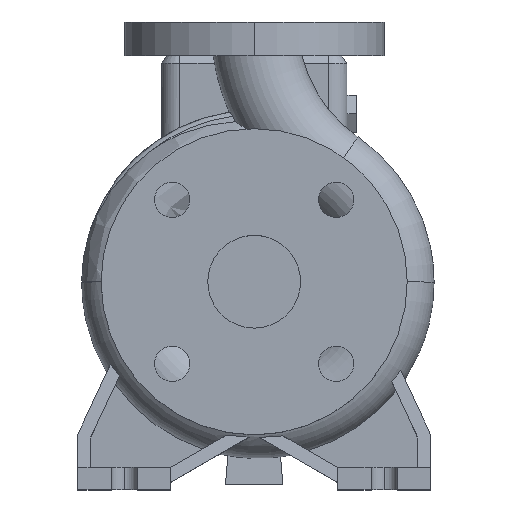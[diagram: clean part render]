
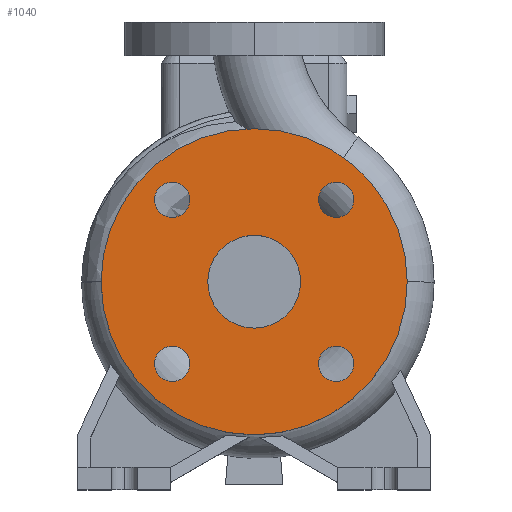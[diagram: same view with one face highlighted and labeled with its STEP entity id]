
A CAD part, top view. The second image highlights one B-rep face of the part: STEP entity #1040.
In plain terms, the highlighted planar face has unit normal (0, 0, 1).
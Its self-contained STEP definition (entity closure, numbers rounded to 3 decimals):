
#48 = ORIENTED_EDGE ( 'NONE', *, *, #6844, .F. ) ;
#140 = AXIS2_PLACEMENT_3D ( 'NONE', #4227, #2296, #12018 ) ;
#182 = CARTESIAN_POINT ( 'NONE',  ( 44.194, 44.194, 80. ) ) ;
#385 = ORIENTED_EDGE ( 'NONE', *, *, #9633, .T. ) ;
#495 = VERTEX_POINT ( 'NONE', #4954 ) ;
#670 = CARTESIAN_POINT ( 'NONE',  ( -34.694, -44.194, 80. ) ) ;
#734 = CIRCLE ( 'NONE', #11026, 9.5 ) ;
#789 = AXIS2_PLACEMENT_3D ( 'NONE', #12712, #6056, #1035 ) ;
#1035 = DIRECTION ( 'NONE',  ( 1., 0., 0. ) ) ;
#1040 = ADVANCED_FACE ( 'NONE', ( #8222, #10339, #6217, #10146, #1451, #8145 ), #9317, .F. ) ;
#1078 = ORIENTED_EDGE ( 'NONE', *, *, #12739, .T. ) ;
#1264 = CARTESIAN_POINT ( 'NONE',  ( 44.194, 44.194, 80. ) ) ;
#1304 = DIRECTION ( 'NONE',  ( -1., 0., 0. ) ) ;
#1415 = CIRCLE ( 'NONE', #9444, 9.5 ) ;
#1451 = FACE_BOUND ( 'NONE', #9751, .T. ) ;
#1508 = CARTESIAN_POINT ( 'NONE',  ( 0., 82.5, 80. ) ) ;
#1512 = DIRECTION ( 'NONE',  ( 1., 0., 0. ) ) ;
#1524 = CARTESIAN_POINT ( 'NONE',  ( -82.5, 0., 80. ) ) ;
#1698 = DIRECTION ( 'NONE',  ( 1., 0., 0. ) ) ;
#1750 = CARTESIAN_POINT ( 'NONE',  ( 34.694, 44.194, 80. ) ) ;
#1875 = DIRECTION ( 'NONE',  ( 0., 0., 1. ) ) ;
#1907 = EDGE_LOOP ( 'NONE', ( #7389, #2080 ) ) ;
#1956 = CIRCLE ( 'NONE', #3186, 9.5 ) ;
#2080 = ORIENTED_EDGE ( 'NONE', *, *, #11129, .F. ) ;
#2294 = VERTEX_POINT ( 'NONE', #6123 ) ;
#2296 = DIRECTION ( 'NONE',  ( 0., 0., 1. ) ) ;
#2334 = DIRECTION ( 'NONE',  ( 0., 0., 1. ) ) ;
#2760 = ORIENTED_EDGE ( 'NONE', *, *, #7773, .F. ) ;
#2972 = AXIS2_PLACEMENT_3D ( 'NONE', #8132, #3103, #11097 ) ;
#3020 = CIRCLE ( 'NONE', #12099, 9.5 ) ;
#3058 = EDGE_CURVE ( 'NONE', #6055, #8865, #10644, .T. ) ;
#3103 = DIRECTION ( 'NONE',  ( 0., 0., 1. ) ) ;
#3177 = CIRCLE ( 'NONE', #2972, 9.5 ) ;
#3180 = VERTEX_POINT ( 'NONE', #7484 ) ;
#3186 = AXIS2_PLACEMENT_3D ( 'NONE', #11556, #1875, #8583 ) ;
#3329 = DIRECTION ( 'NONE',  ( 1., 0., 0. ) ) ;
#3466 = EDGE_CURVE ( 'NONE', #8865, #6055, #11280, .T. ) ;
#3511 = DIRECTION ( 'NONE',  ( 0., 0., -1. ) ) ;
#3780 = EDGE_CURVE ( 'NONE', #7013, #2294, #5464, .T. ) ;
#4227 = CARTESIAN_POINT ( 'NONE',  ( 0., 0., 80. ) ) ;
#4290 = ORIENTED_EDGE ( 'NONE', *, *, #5115, .F. ) ;
#4340 = VERTEX_POINT ( 'NONE', #670 ) ;
#4710 = EDGE_LOOP ( 'NONE', ( #1078, #385 ) ) ;
#4938 = ORIENTED_EDGE ( 'NONE', *, *, #7540, .F. ) ;
#4954 = CARTESIAN_POINT ( 'NONE',  ( 53.694, 44.194, 80. ) ) ;
#5115 = EDGE_CURVE ( 'NONE', #2294, #7013, #3177, .T. ) ;
#5223 = DIRECTION ( 'NONE',  ( 1., 0., 0. ) ) ;
#5458 = EDGE_LOOP ( 'NONE', ( #2760, #4938 ) ) ;
#5464 = CIRCLE ( 'NONE', #12661, 9.5 ) ;
#5515 = CARTESIAN_POINT ( 'NONE',  ( 0., 0., 80. ) ) ;
#5540 = ORIENTED_EDGE ( 'NONE', *, *, #3466, .F. ) ;
#5896 = CIRCLE ( 'NONE', #8582, 9.5 ) ;
#5990 = DIRECTION ( 'NONE',  ( 0., 0., 1. ) ) ;
#6055 = VERTEX_POINT ( 'NONE', #8772 ) ;
#6056 = DIRECTION ( 'NONE',  ( 0., 0., 1. ) ) ;
#6122 = EDGE_CURVE ( 'NONE', #7158, #8560, #1956, .T. ) ;
#6123 = CARTESIAN_POINT ( 'NONE',  ( -34.694, 44.194, 80. ) ) ;
#6175 = AXIS2_PLACEMENT_3D ( 'NONE', #10204, #8338, #6342 ) ;
#6217 = FACE_BOUND ( 'NONE', #11701, .T. ) ;
#6342 = DIRECTION ( 'NONE',  ( 1., 0., 0. ) ) ;
#6565 = CIRCLE ( 'NONE', #12124, 82.5 ) ;
#6630 = EDGE_LOOP ( 'NONE', ( #10779, #48 ) ) ;
#6844 = EDGE_CURVE ( 'NONE', #8176, #4340, #734, .T. ) ;
#7013 = VERTEX_POINT ( 'NONE', #12715 ) ;
#7158 = VERTEX_POINT ( 'NONE', #9935 ) ;
#7216 = DIRECTION ( 'NONE',  ( 0., 0., 1. ) ) ;
#7389 = ORIENTED_EDGE ( 'NONE', *, *, #6122, .F. ) ;
#7463 = ORIENTED_EDGE ( 'NONE', *, *, #3780, .F. ) ;
#7484 = CARTESIAN_POINT ( 'NONE',  ( 82.5, 0., 80. ) ) ;
#7540 = EDGE_CURVE ( 'NONE', #10997, #495, #5896, .T. ) ;
#7773 = EDGE_CURVE ( 'NONE', #495, #10997, #3020, .T. ) ;
#8132 = CARTESIAN_POINT ( 'NONE',  ( -44.194, 44.194, 80. ) ) ;
#8145 = FACE_OUTER_BOUND ( 'NONE', #4710, .T. ) ;
#8176 = VERTEX_POINT ( 'NONE', #8778 ) ;
#8222 = FACE_BOUND ( 'NONE', #1907, .T. ) ;
#8338 = DIRECTION ( 'NONE',  ( 0., 0., 1. ) ) ;
#8415 = DIRECTION ( 'NONE',  ( 0., 0., 1. ) ) ;
#8560 = VERTEX_POINT ( 'NONE', #9602 ) ;
#8582 = AXIS2_PLACEMENT_3D ( 'NONE', #182, #5990, #5223 ) ;
#8583 = DIRECTION ( 'NONE',  ( 1., 0., 0. ) ) ;
#8772 = CARTESIAN_POINT ( 'NONE',  ( 25., 0., 80. ) ) ;
#8778 = CARTESIAN_POINT ( 'NONE',  ( -53.694, -44.194, 80. ) ) ;
#8865 = VERTEX_POINT ( 'NONE', #9085 ) ;
#9022 = DIRECTION ( 'NONE',  ( 1., 0., 0. ) ) ;
#9062 = CIRCLE ( 'NONE', #6175, 82.5 ) ;
#9085 = CARTESIAN_POINT ( 'NONE',  ( -25., 0., 80. ) ) ;
#9089 = CARTESIAN_POINT ( 'NONE',  ( -44.194, 44.194, 80. ) ) ;
#9220 = AXIS2_PLACEMENT_3D ( 'NONE', #5515, #11380, #1698 ) ;
#9317 = PLANE ( 'NONE',  #12085 ) ;
#9444 = AXIS2_PLACEMENT_3D ( 'NONE', #12223, #8415, #1512 ) ;
#9464 = ORIENTED_EDGE ( 'NONE', *, *, #3058, .F. ) ;
#9541 = EDGE_CURVE ( 'NONE', #4340, #8176, #1415, .T. ) ;
#9602 = CARTESIAN_POINT ( 'NONE',  ( 34.694, -44.194, 80. ) ) ;
#9633 = EDGE_CURVE ( 'NONE', #12364, #3180, #6565, .T. ) ;
#9751 = EDGE_LOOP ( 'NONE', ( #9464, #5540 ) ) ;
#9882 = CIRCLE ( 'NONE', #789, 9.5 ) ;
#9935 = CARTESIAN_POINT ( 'NONE',  ( 53.694, -44.194, 80. ) ) ;
#10146 = FACE_BOUND ( 'NONE', #5458, .T. ) ;
#10204 = CARTESIAN_POINT ( 'NONE',  ( 0., 0., 80. ) ) ;
#10274 = DIRECTION ( 'NONE',  ( 1., 0., 0. ) ) ;
#10339 = FACE_BOUND ( 'NONE', #6630, .T. ) ;
#10644 = CIRCLE ( 'NONE', #140, 25. ) ;
#10779 = ORIENTED_EDGE ( 'NONE', *, *, #9541, .F. ) ;
#10997 = VERTEX_POINT ( 'NONE', #1750 ) ;
#11026 = AXIS2_PLACEMENT_3D ( 'NONE', #11308, #12461, #10274 ) ;
#11097 = DIRECTION ( 'NONE',  ( 1., 0., 0. ) ) ;
#11129 = EDGE_CURVE ( 'NONE', #8560, #7158, #9882, .T. ) ;
#11152 = CARTESIAN_POINT ( 'NONE',  ( 0., 0., 80. ) ) ;
#11280 = CIRCLE ( 'NONE', #9220, 25. ) ;
#11308 = CARTESIAN_POINT ( 'NONE',  ( -44.194, -44.194, 80. ) ) ;
#11380 = DIRECTION ( 'NONE',  ( 0., 0., 1. ) ) ;
#11556 = CARTESIAN_POINT ( 'NONE',  ( 44.194, -44.194, 80. ) ) ;
#11701 = EDGE_LOOP ( 'NONE', ( #4290, #7463 ) ) ;
#12018 = DIRECTION ( 'NONE',  ( 1., 0., 0. ) ) ;
#12085 = AXIS2_PLACEMENT_3D ( 'NONE', #1508, #3511, #1304 ) ;
#12099 = AXIS2_PLACEMENT_3D ( 'NONE', #1264, #12110, #3329 ) ;
#12110 = DIRECTION ( 'NONE',  ( 0., 0., 1. ) ) ;
#12124 = AXIS2_PLACEMENT_3D ( 'NONE', #11152, #2334, #12135 ) ;
#12135 = DIRECTION ( 'NONE',  ( 1., 0., 0. ) ) ;
#12223 = CARTESIAN_POINT ( 'NONE',  ( -44.194, -44.194, 80. ) ) ;
#12364 = VERTEX_POINT ( 'NONE', #1524 ) ;
#12461 = DIRECTION ( 'NONE',  ( 0., 0., 1. ) ) ;
#12661 = AXIS2_PLACEMENT_3D ( 'NONE', #9089, #7216, #9022 ) ;
#12712 = CARTESIAN_POINT ( 'NONE',  ( 44.194, -44.194, 80. ) ) ;
#12715 = CARTESIAN_POINT ( 'NONE',  ( -53.694, 44.194, 80. ) ) ;
#12739 = EDGE_CURVE ( 'NONE', #3180, #12364, #9062, .T. ) ;
